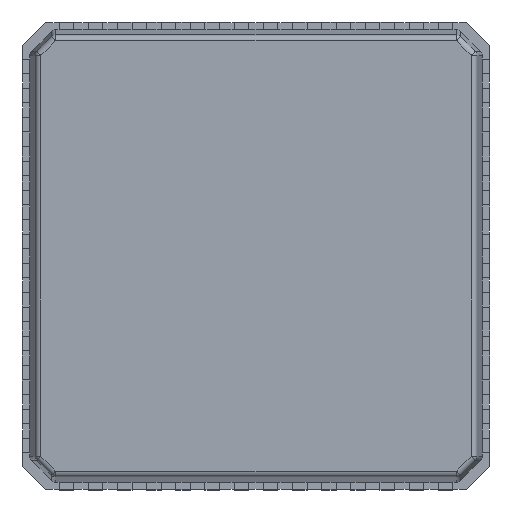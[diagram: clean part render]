
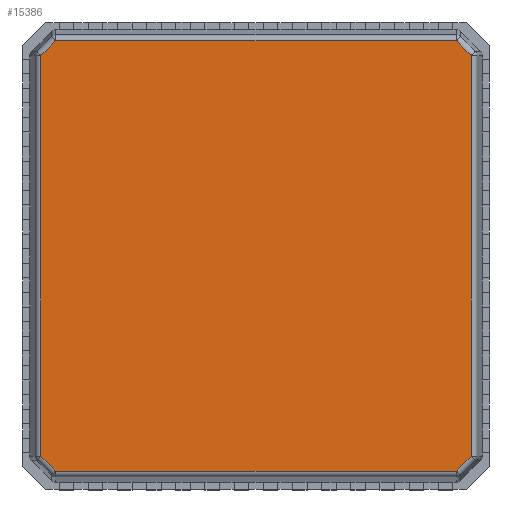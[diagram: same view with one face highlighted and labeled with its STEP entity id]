
A CAD part, top view. The second image highlights one B-rep face of the part: STEP entity #15386.
In plain terms, the highlighted planar face has unit normal (0, 0, 1).
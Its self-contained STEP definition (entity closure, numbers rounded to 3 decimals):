
#14748 = VERTEX_POINT('',#14749);
#14749 = CARTESIAN_POINT('',(-3.687,-3.434,0.85));
#14758 = VERTEX_POINT('',#14759);
#14759 = CARTESIAN_POINT('',(-3.687,3.434,0.85));
#14766 = EDGE_CURVE('',#14748,#14758,#14767,.T.);
#14767 = LINE('',#14768,#14769);
#14768 = CARTESIAN_POINT('',(-3.687,-3.475,0.85));
#14769 = VECTOR('',#14770,1.);
#14770 = DIRECTION('',(0.,1.,0.));
#14799 = EDGE_CURVE('',#14758,#14800,#14802,.T.);
#14800 = VERTEX_POINT('',#14801);
#14801 = CARTESIAN_POINT('',(-3.434,3.687,0.85));
#14802 = B_SPLINE_CURVE_WITH_KNOTS('',1,(#14803,#14804),.UNSPECIFIED.,
  .F.,.F.,(2,2),(-0.048,0.472),
  .PIECEWISE_BEZIER_KNOTS.);
#14803 = CARTESIAN_POINT('',(-3.744,3.377,0.85));
#14804 = CARTESIAN_POINT('',(-3.377,3.744,0.85));
#14905 = VERTEX_POINT('',#14906);
#14906 = CARTESIAN_POINT('',(3.434,3.687,0.85));
#14913 = EDGE_CURVE('',#14800,#14905,#14914,.T.);
#14914 = LINE('',#14915,#14916);
#14915 = CARTESIAN_POINT('',(-3.475,3.687,0.85));
#14916 = VECTOR('',#14917,1.);
#14917 = DIRECTION('',(1.,0.,0.));
#15386 = ADVANCED_FACE('',(#15387),#15427,.F.);
#15387 = FACE_BOUND('',#15388,.F.);
#15388 = EDGE_LOOP('',(#15389,#15390,#15391,#15398,#15406,#15413,#15421,
    #15426));
#15389 = ORIENTED_EDGE('',*,*,#14799,.T.);
#15390 = ORIENTED_EDGE('',*,*,#14913,.T.);
#15391 = ORIENTED_EDGE('',*,*,#15392,.T.);
#15392 = EDGE_CURVE('',#14905,#15393,#15395,.T.);
#15393 = VERTEX_POINT('',#15394);
#15394 = CARTESIAN_POINT('',(3.687,3.434,0.85));
#15395 = B_SPLINE_CURVE_WITH_KNOTS('',1,(#15396,#15397),.UNSPECIFIED.,
  .F.,.F.,(2,2),(-0.048,0.472),
  .PIECEWISE_BEZIER_KNOTS.);
#15396 = CARTESIAN_POINT('',(3.377,3.744,0.85));
#15397 = CARTESIAN_POINT('',(3.744,3.377,0.85));
#15398 = ORIENTED_EDGE('',*,*,#15399,.T.);
#15399 = EDGE_CURVE('',#15393,#15400,#15402,.T.);
#15400 = VERTEX_POINT('',#15401);
#15401 = CARTESIAN_POINT('',(3.687,-3.434,0.85));
#15402 = LINE('',#15403,#15404);
#15403 = CARTESIAN_POINT('',(3.687,3.475,0.85));
#15404 = VECTOR('',#15405,1.);
#15405 = DIRECTION('',(0.,-1.,0.));
#15406 = ORIENTED_EDGE('',*,*,#15407,.T.);
#15407 = EDGE_CURVE('',#15400,#15408,#15410,.T.);
#15408 = VERTEX_POINT('',#15409);
#15409 = CARTESIAN_POINT('',(3.434,-3.687,0.85));
#15410 = B_SPLINE_CURVE_WITH_KNOTS('',1,(#15411,#15412),.UNSPECIFIED.,
  .F.,.F.,(2,2),(-0.048,0.472),
  .PIECEWISE_BEZIER_KNOTS.);
#15411 = CARTESIAN_POINT('',(3.744,-3.377,0.85));
#15412 = CARTESIAN_POINT('',(3.377,-3.744,0.85));
#15413 = ORIENTED_EDGE('',*,*,#15414,.T.);
#15414 = EDGE_CURVE('',#15408,#15415,#15417,.T.);
#15415 = VERTEX_POINT('',#15416);
#15416 = CARTESIAN_POINT('',(-3.434,-3.687,0.85));
#15417 = LINE('',#15418,#15419);
#15418 = CARTESIAN_POINT('',(3.475,-3.687,0.85));
#15419 = VECTOR('',#15420,1.);
#15420 = DIRECTION('',(-1.,0.,0.));
#15421 = ORIENTED_EDGE('',*,*,#15422,.T.);
#15422 = EDGE_CURVE('',#15415,#14748,#15423,.T.);
#15423 = B_SPLINE_CURVE_WITH_KNOTS('',1,(#15424,#15425),.UNSPECIFIED.,
  .F.,.F.,(2,2),(-0.048,0.472),
  .PIECEWISE_BEZIER_KNOTS.);
#15424 = CARTESIAN_POINT('',(-3.377,-3.744,0.85));
#15425 = CARTESIAN_POINT('',(-3.744,-3.377,0.85));
#15426 = ORIENTED_EDGE('',*,*,#14766,.T.);
#15427 = PLANE('',#15428);
#15428 = AXIS2_PLACEMENT_3D('',#15429,#15430,#15431);
#15429 = CARTESIAN_POINT('',(0.,0.,0.85));
#15430 = DIRECTION('',(-0.,-0.,-1.));
#15431 = DIRECTION('',(-1.,0.,0.));
